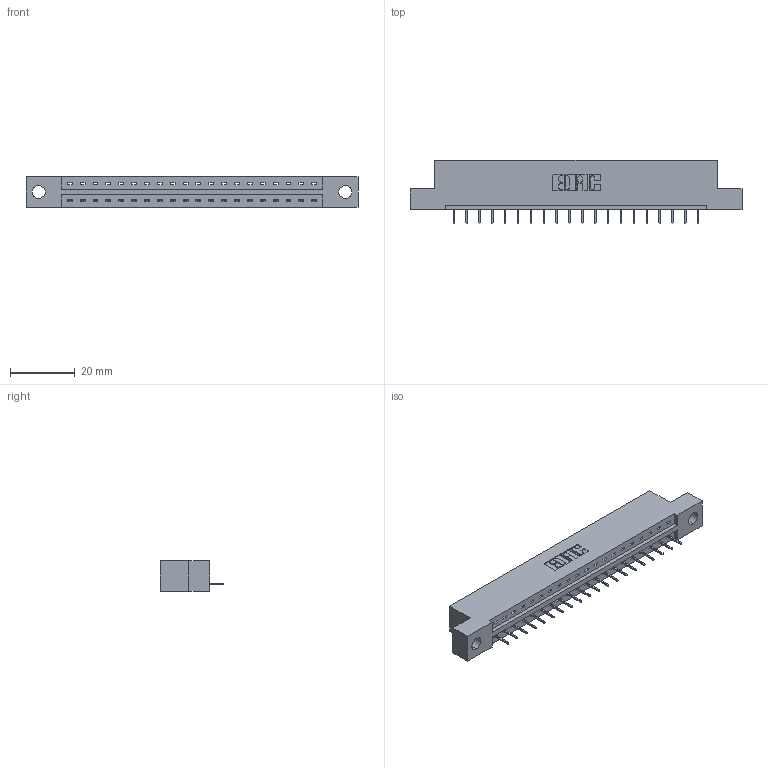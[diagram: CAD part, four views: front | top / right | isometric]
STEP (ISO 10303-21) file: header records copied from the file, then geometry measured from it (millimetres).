
FILE_DESCRIPTION (( 'STEP AP203' ), '1' );
FILE_NAME ('337-020-524-104.STEP', '2019-09-28T22:49:11', ( '' ), ( '' ), 'SwSTEP 2.0', 'SolidWorks 2016', '' );
FILE_SCHEMA (( 'CONFIG_CONTROL_DESIGN' ));
Length unit declared in the file: inch
Products named in the file (3): 345-292-001_345-293-124; 337 Part_Flush Mounting Lugs - 0.156 Dia-TH; 337-020-524-104
Assembly tree (21 placements, depth 2):
  337-020-524-104
    337 Part_Flush Mounting Lugs - 0.156 Dia-TH
    345-292-001_345-293-124  x20
Bounding box: 102.26 x 19.69 x 9.4 mm (x, y, z)
Volume: 10186.1 mm3; surface area: 9921.2 mm2
Topology: 21 solids, 21 shells, 1434 faces, 4151 edges, 2686 vertices
Faces by surface type: plane 1110, cylinder 324
Entity records: 17789 total; most frequent: CARTESIAN_POINT 3102, ORIENTED_EDGE 3058, DIRECTION 2657, EDGE_CURVE 1529, LINE 1405, VECTOR 1405, VERTEX_POINT 1014, AXIS2_PLACEMENT_3D 626
